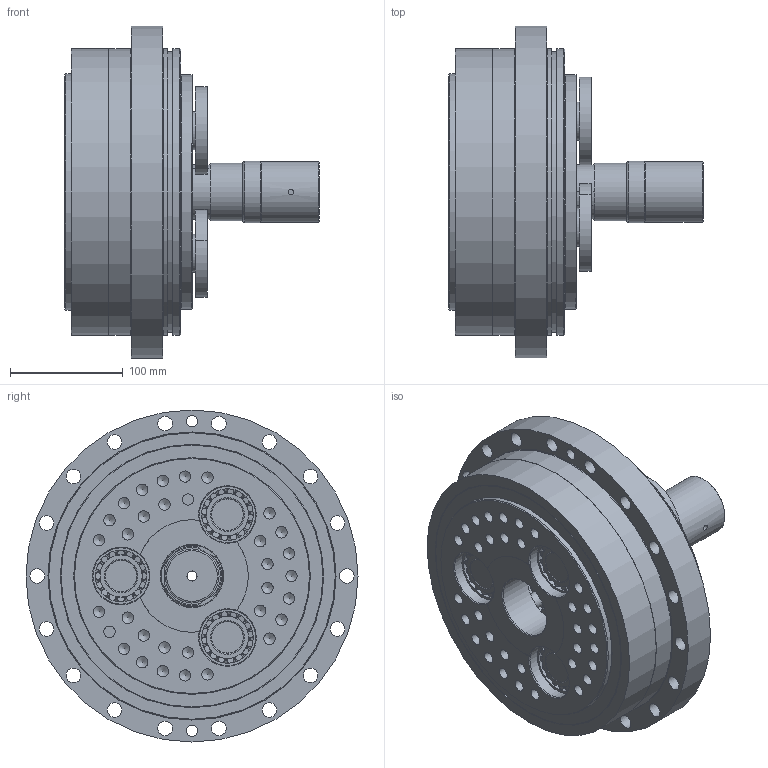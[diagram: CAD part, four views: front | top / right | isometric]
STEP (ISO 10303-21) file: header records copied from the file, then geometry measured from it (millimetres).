
FILE_DESCRIPTION(/* description */ (''),/* implementation_level */ '2;1');
FILE_NAME(/* name */ 'UA65G89_FQ9183G.stp',/* time_stamp */ '2021-04-28T09:38:36+09:00',/* author */ ('ik43153556'),/* organization */ (''),/* preprocessor_version */ 'ST-DEVELOPER v18.1',/* originating_system */ 'Autodesk Inventor 2021',/* authorisation */ '');
FILE_SCHEMA (('AUTOMOTIVE_DESIGN { 1 0 10303 214 3 1 1 }'));
Length unit declared in the file: millimetre
Products named in the file (1): UA65G
Bounding box: 226 x 295 x 295 mm (x, y, z)
Volume: 3725652.2 mm3; surface area: 698987.8 mm2
Topology: 6 solids, 11 shells, 1359 faces, 3181 edges, 1876 vertices
Faces by surface type: cone 594, plane 411, cylinder 236, torus 118
Full cylindrical faces by diameter (mm): 2 x6, 4.917 x1, 9 x1, 10.106 x35, 11 x1, 13 x18, 13.7 x3, 14 x15, 15.5 x9, 21 x9, 23 x9, 26.6 x3, 27.8 x6, 27.9 x3, 28 x12, 33.8 x3, 37.488 x6, 38.938 x6, 42 x3, 45 x6, 46.5 x1, 50 x3, 51 x1, 54 x1, 55 x3, 58 x15, 61 x3, 197 x3, 208 x1, 210 x3
Entity records: 43255 total; most frequent: CARTESIAN_POINT 9194, DIRECTION 7149, ORIENTED_EDGE 6642, EDGE_CURVE 3321, AXIS2_PLACEMENT_3D 3037, VERTEX_POINT 2048, EDGE_LOOP 1685, CIRCLE 1575
